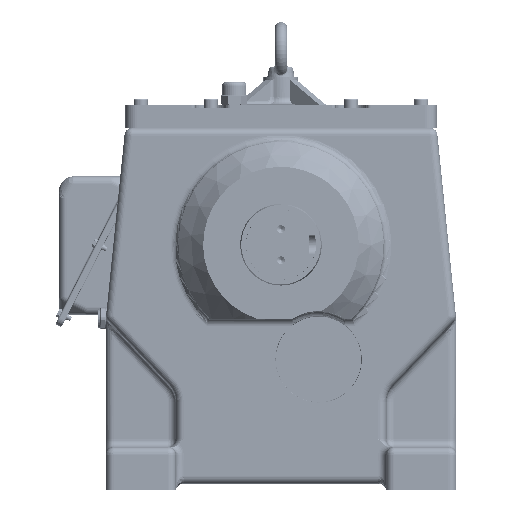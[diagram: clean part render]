
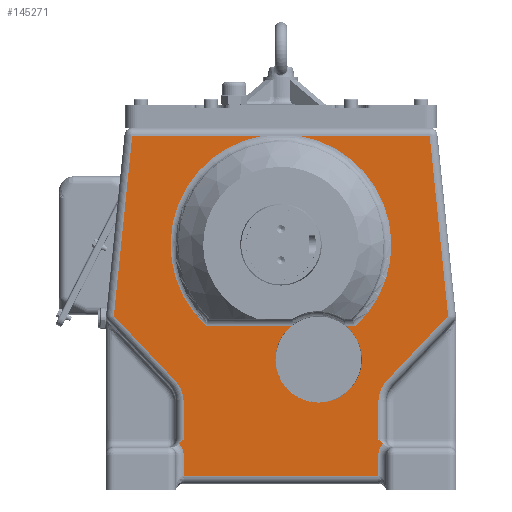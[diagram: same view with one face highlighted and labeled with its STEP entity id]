
A CAD part, left-side view. The second image highlights one B-rep face of the part: STEP entity #145271.
In plain terms, the highlighted planar face has unit normal (-1, 0, 0).
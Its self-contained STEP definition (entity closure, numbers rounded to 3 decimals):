
#4812=B_SPLINE_CURVE_WITH_KNOTS('',3,(#235690,#235691,#235692,#235693),
 .UNSPECIFIED.,.F.,.F.,(4,4),(0.012,0.02),
 .UNSPECIFIED.);
#4813=B_SPLINE_CURVE_WITH_KNOTS('',3,(#235723,#235724,#235725,#235726),
 .UNSPECIFIED.,.F.,.F.,(4,4),(0.012,0.02),
 .UNSPECIFIED.);
#8146=LINE('',#235697,#16338);
#8147=LINE('',#235705,#16339);
#8148=LINE('',#235707,#16340);
#8149=LINE('',#235709,#16341);
#8150=LINE('',#235711,#16342);
#8151=LINE('',#235719,#16343);
#8152=LINE('',#235740,#16344);
#8153=LINE('',#235742,#16345);
#8154=LINE('',#235744,#16346);
#8155=LINE('',#235751,#16347);
#8156=LINE('',#235759,#16348);
#8157=LINE('',#235763,#16349);
#8158=LINE('',#235764,#16350);
#16338=VECTOR('',#176076,1000.);
#16339=VECTOR('',#176087,1000.);
#16340=VECTOR('',#176090,1000.);
#16341=VECTOR('',#176093,1000.);
#16342=VECTOR('',#176096,1000.);
#16343=VECTOR('',#176107,1000.);
#16344=VECTOR('',#176120,1000.);
#16345=VECTOR('',#176123,1000.);
#16346=VECTOR('',#176126,1000.);
#16347=VECTOR('',#176135,1000.);
#16348=VECTOR('',#176136,1000.);
#16349=VECTOR('',#176141,1000.);
#16350=VECTOR('',#176142,1000.);
#41634=ORIENTED_EDGE('',*,*,#67496,.T.);
#41635=ORIENTED_EDGE('',*,*,#67495,.T.);
#41636=ORIENTED_EDGE('',*,*,#67494,.T.);
#41637=ORIENTED_EDGE('',*,*,#67492,.T.);
#41638=ORIENTED_EDGE('',*,*,#67490,.T.);
#41639=ORIENTED_EDGE('',*,*,#67488,.T.);
#41640=ORIENTED_EDGE('',*,*,#67486,.T.);
#41641=ORIENTED_EDGE('',*,*,#67484,.T.);
#41642=ORIENTED_EDGE('',*,*,#67483,.T.);
#41643=ORIENTED_EDGE('',*,*,#67501,.T.);
#41644=ORIENTED_EDGE('',*,*,#67502,.T.);
#41645=ORIENTED_EDGE('',*,*,#67503,.T.);
#41646=ORIENTED_EDGE('',*,*,#67497,.F.);
#41647=ORIENTED_EDGE('',*,*,#67504,.T.);
#41648=ORIENTED_EDGE('',*,*,#67505,.T.);
#41649=ORIENTED_EDGE('',*,*,#67499,.T.);
#41650=ORIENTED_EDGE('',*,*,#67482,.T.);
#41651=ORIENTED_EDGE('',*,*,#67481,.T.);
#41652=ORIENTED_EDGE('',*,*,#67479,.T.);
#41653=ORIENTED_EDGE('',*,*,#67477,.T.);
#41654=ORIENTED_EDGE('',*,*,#67475,.T.);
#41655=ORIENTED_EDGE('',*,*,#67473,.T.);
#67473=EDGE_CURVE('',#81343,#81342,#89969,.T.);
#67475=EDGE_CURVE('',#81344,#81343,#4812,.F.);
#67477=EDGE_CURVE('',#81345,#81344,#8146,.T.);
#67479=EDGE_CURVE('',#81346,#81345,#89972,.T.);
#67481=EDGE_CURVE('',#81322,#81346,#8147,.T.);
#67482=EDGE_CURVE('',#81340,#81322,#8148,.F.);
#67483=EDGE_CURVE('',#81324,#81341,#8149,.F.);
#67484=EDGE_CURVE('',#81347,#81324,#8150,.F.);
#67486=EDGE_CURVE('',#81348,#81347,#89975,.T.);
#67488=EDGE_CURVE('',#81349,#81348,#8151,.F.);
#67490=EDGE_CURVE('',#81350,#81349,#4813,.T.);
#67492=EDGE_CURVE('',#81351,#81350,#89978,.T.);
#67494=EDGE_CURVE('',#81335,#81351,#8152,.F.);
#67495=EDGE_CURVE('',#81336,#81335,#8153,.F.);
#67496=EDGE_CURVE('',#81342,#81336,#8154,.F.);
#67497=EDGE_CURVE('',#81352,#81353,#89980,.T.);
#67499=EDGE_CURVE('',#81354,#81340,#8155,.F.);
#67501=EDGE_CURVE('',#81341,#81355,#8156,.F.);
#67502=EDGE_CURVE('',#81355,#81356,#89982,.T.);
#67503=EDGE_CURVE('',#81356,#81353,#8157,.F.);
#67504=EDGE_CURVE('',#81352,#81357,#8158,.F.);
#67505=EDGE_CURVE('',#81357,#81354,#89983,.T.);
#81322=VERTEX_POINT('',#235441);
#81324=VERTEX_POINT('',#235451);
#81335=VERTEX_POINT('',#235572);
#81336=VERTEX_POINT('',#235576);
#81340=VERTEX_POINT('',#235669);
#81341=VERTEX_POINT('',#235675);
#81342=VERTEX_POINT('',#235679);
#81343=VERTEX_POINT('',#235681);
#81344=VERTEX_POINT('',#235694);
#81345=VERTEX_POINT('',#235698);
#81346=VERTEX_POINT('',#235702);
#81347=VERTEX_POINT('',#235712);
#81348=VERTEX_POINT('',#235716);
#81349=VERTEX_POINT('',#235720);
#81350=VERTEX_POINT('',#235727);
#81351=VERTEX_POINT('',#235737);
#81352=VERTEX_POINT('',#235747);
#81353=VERTEX_POINT('',#235748);
#81354=VERTEX_POINT('',#235752);
#81355=VERTEX_POINT('',#235758);
#81356=VERTEX_POINT('',#235762);
#81357=VERTEX_POINT('',#235765);
#89969=CIRCLE('',#154727,20.);
#89972=CIRCLE('',#154733,40.);
#89975=CIRCLE('',#154741,40.);
#89978=CIRCLE('',#154747,20.);
#89980=CIRCLE('',#154753,55.536);
#89982=CIRCLE('',#154757,141.798);
#89983=CIRCLE('',#154758,141.798);
#96788=EDGE_LOOP('',(#41634,#41635,#41636,#41637,#41638,#41639,#41640,#41641,
#41642,#41643,#41644,#41645,#41646,#41647,#41648,#41649,#41650,#41651,#41652,
#41653,#41654,#41655));
#104740=FACE_BOUND('',#96788,.T.);
#109638=PLANE('',#154756);
#145271=ADVANCED_FACE('',(#104740),#109638,.F.);
#154727=AXIS2_PLACEMENT_3D('',#235680,#176068,#176069);
#154733=AXIS2_PLACEMENT_3D('',#235701,#176081,#176082);
#154741=AXIS2_PLACEMENT_3D('',#235715,#176101,#176102);
#154747=AXIS2_PLACEMENT_3D('',#235736,#176114,#176115);
#154753=AXIS2_PLACEMENT_3D('',#235746,#176129,#176130);
#154756=AXIS2_PLACEMENT_3D('',#235760,#176137,#176138);
#154757=AXIS2_PLACEMENT_3D('',#235761,#176139,#176140);
#154758=AXIS2_PLACEMENT_3D('',#235766,#176143,#176144);
#176068=DIRECTION('',(1.,0.,0.));
#176069=DIRECTION('',(0.,1.,0.));
#176076=DIRECTION('',(0.,0.,-1.));
#176081=DIRECTION('',(1.,0.,0.));
#176082=DIRECTION('',(0.,1.,0.));
#176087=DIRECTION('',(0.,-0.688,-0.726));
#176090=DIRECTION('',(0.,-0.102,0.995));
#176093=DIRECTION('',(0.,-0.102,-0.995));
#176096=DIRECTION('',(0.,0.688,-0.726));
#176101=DIRECTION('',(1.,0.,0.));
#176102=DIRECTION('',(0.,1.,0.));
#176107=DIRECTION('',(0.,0.,-1.));
#176114=DIRECTION('',(1.,0.,0.));
#176115=DIRECTION('',(0.,1.,0.));
#176120=DIRECTION('',(0.,0.,-1.));
#176123=DIRECTION('',(0.,1.,0.));
#176126=DIRECTION('',(0.,0.,1.));
#176129=DIRECTION('',(-1.,0.,0.));
#176130=DIRECTION('',(0.,0.,1.));
#176135=DIRECTION('',(0.,-1.,0.));
#176136=DIRECTION('',(0.,-1.,0.));
#176137=DIRECTION('',(1.,0.,0.));
#176138=DIRECTION('',(0.,1.,0.));
#176139=DIRECTION('',(1.,0.,0.));
#176140=DIRECTION('',(0.,1.,0.));
#176141=DIRECTION('',(0.,-1.,0.));
#176142=DIRECTION('',(0.,-1.,0.));
#176143=DIRECTION('',(1.,0.,0.));
#176144=DIRECTION('',(0.,1.,0.));
#235441=CARTESIAN_POINT('',(47.,214.586,-91.452));
#235451=CARTESIAN_POINT('',(47.,-214.586,-91.452));
#235572=CARTESIAN_POINT('',(47.,-125.,-297.));
#235576=CARTESIAN_POINT('',(47.,125.,-297.));
#235669=CARTESIAN_POINT('',(47.,190.968,140.));
#235675=CARTESIAN_POINT('',(47.,-190.968,140.));
#235679=CARTESIAN_POINT('',(47.,125.,-270.));
#235680=CARTESIAN_POINT('',(47.,145.,-270.));
#235681=CARTESIAN_POINT('',(47.,131.113,-255.608));
#235690=CARTESIAN_POINT('',(47.,131.113,-255.608));
#235691=CARTESIAN_POINT('',(47.,128.914,-253.915));
#235692=CARTESIAN_POINT('',(47.,126.947,-251.947));
#235693=CARTESIAN_POINT('',(47.,125.,-250.));
#235694=CARTESIAN_POINT('',(47.,125.,-250.));
#235697=CARTESIAN_POINT('',(47.,125.,-260.));
#235698=CARTESIAN_POINT('',(47.,125.,-201.954));
#235701=CARTESIAN_POINT('',(47.,165.,-201.954));
#235702=CARTESIAN_POINT('',(47.,135.962,-174.444));
#235705=CARTESIAN_POINT('',(47.,135.962,-174.444));
#235707=CARTESIAN_POINT('',(47.,203.139,20.728));
#235709=CARTESIAN_POINT('',(47.,-203.139,20.728));
#235711=CARTESIAN_POINT('',(47.,-158.748,-150.393));
#235712=CARTESIAN_POINT('',(47.,-135.962,-174.444));
#235715=CARTESIAN_POINT('',(47.,-165.,-201.954));
#235716=CARTESIAN_POINT('',(47.,-125.,-201.954));
#235719=CARTESIAN_POINT('',(47.,-125.,0.));
#235720=CARTESIAN_POINT('',(47.,-125.,-250.));
#235723=CARTESIAN_POINT('',(47.,-131.113,-255.608));
#235724=CARTESIAN_POINT('',(47.,-128.914,-253.915));
#235725=CARTESIAN_POINT('',(47.,-126.947,-251.947));
#235726=CARTESIAN_POINT('',(47.,-125.,-250.));
#235727=CARTESIAN_POINT('',(47.,-131.113,-255.608));
#235736=CARTESIAN_POINT('',(47.,-145.,-270.));
#235737=CARTESIAN_POINT('',(47.,-125.,-270.));
#235740=CARTESIAN_POINT('',(47.,-125.,-270.));
#235742=CARTESIAN_POINT('',(47.,0.,-297.));
#235744=CARTESIAN_POINT('',(47.,125.,-315.));
#235746=CARTESIAN_POINT('',(47.,-48.335,-147.27));
#235747=CARTESIAN_POINT('',(47.,-12.314,-105.));
#235748=CARTESIAN_POINT('',(47.,-84.356,-105.));
#235751=CARTESIAN_POINT('',(47.,0.,140.));
#235752=CARTESIAN_POINT('',(47.,22.509,140.));
#235758=CARTESIAN_POINT('',(47.,-22.509,140.));
#235759=CARTESIAN_POINT('',(47.,0.,140.));
#235760=CARTESIAN_POINT('',(47.,0.,0.));
#235761=CARTESIAN_POINT('',(47.,0.,0.));
#235762=CARTESIAN_POINT('',(47.,-95.298,-105.));
#235763=CARTESIAN_POINT('',(47.,0.,-105.));
#235764=CARTESIAN_POINT('',(47.,0.,-105.));
#235765=CARTESIAN_POINT('',(47.,95.298,-105.));
#235766=CARTESIAN_POINT('',(47.,0.,0.));
